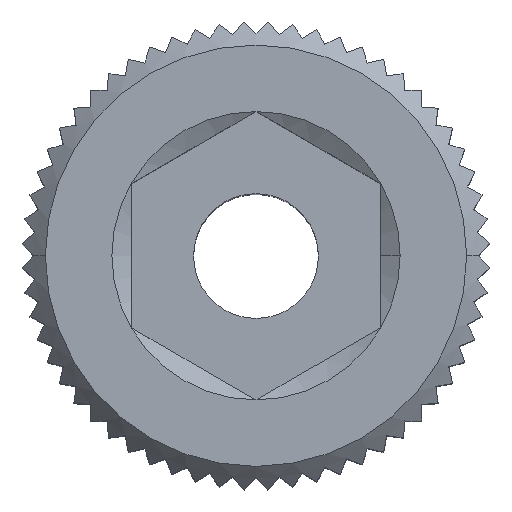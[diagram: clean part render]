
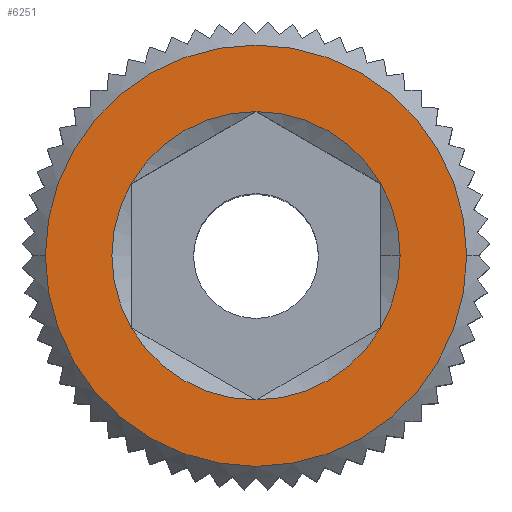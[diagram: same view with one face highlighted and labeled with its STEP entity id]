
A CAD part, top view. The second image highlights one B-rep face of the part: STEP entity #6251.
In plain terms, the highlighted planar face has unit normal (0, 0, 1).
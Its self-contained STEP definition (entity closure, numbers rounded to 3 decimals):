
#6162=CARTESIAN_POINT('Axis2P3D Location',(0.,5.953,8.731)) ;
#6167=CARTESIAN_POINT('Axis2P3D Location',(0.,0.,8.731)) ;
#6171=CARTESIAN_POINT('Vertex',(-5.358,0.,8.731)) ;
#6173=CARTESIAN_POINT('Vertex',(5.358,0.,8.731)) ;
#6176=CARTESIAN_POINT('Axis2P3D Location',(0.,0.,8.731)) ;
#6185=CARTESIAN_POINT('Axis2P3D Location',(0.,0.,8.731)) ;
#6189=CARTESIAN_POINT('Vertex',(3.175,1.833,8.731)) ;
#6191=CARTESIAN_POINT('Vertex',(0.,3.666,8.731)) ;
#6194=CARTESIAN_POINT('Axis2P3D Location',(0.,0.,8.731)) ;
#6198=CARTESIAN_POINT('Vertex',(3.666,0.,8.731)) ;
#6201=CARTESIAN_POINT('Axis2P3D Location',(0.,0.,8.731)) ;
#6205=CARTESIAN_POINT('Vertex',(3.175,-1.833,8.731)) ;
#6208=CARTESIAN_POINT('Axis2P3D Location',(0.,0.,8.731)) ;
#6212=CARTESIAN_POINT('Vertex',(0.,-3.666,8.731)) ;
#6215=CARTESIAN_POINT('Axis2P3D Location',(0.,0.,8.731)) ;
#6219=CARTESIAN_POINT('Vertex',(-3.175,-1.833,8.731)) ;
#6222=CARTESIAN_POINT('Axis2P3D Location',(0.,0.,8.731)) ;
#6226=CARTESIAN_POINT('Vertex',(-3.666,0.,8.731)) ;
#6229=CARTESIAN_POINT('Axis2P3D Location',(0.,0.,8.731)) ;
#6233=CARTESIAN_POINT('Vertex',(-3.175,1.833,8.731)) ;
#6236=CARTESIAN_POINT('Axis2P3D Location',(0.,0.,8.731)) ;
#6163=DIRECTION('Axis2P3D Direction',(0.,0.,1.)) ;
#6164=DIRECTION('Axis2P3D XDirection',(1.,0.,-0.)) ;
#6168=DIRECTION('Axis2P3D Direction',(0.,0.,1.)) ;
#6177=DIRECTION('Axis2P3D Direction',(0.,0.,1.)) ;
#6186=DIRECTION('Axis2P3D Direction',(0.,0.,1.)) ;
#6195=DIRECTION('Axis2P3D Direction',(0.,0.,1.)) ;
#6202=DIRECTION('Axis2P3D Direction',(0.,0.,1.)) ;
#6209=DIRECTION('Axis2P3D Direction',(0.,0.,1.)) ;
#6216=DIRECTION('Axis2P3D Direction',(0.,0.,1.)) ;
#6223=DIRECTION('Axis2P3D Direction',(0.,0.,1.)) ;
#6230=DIRECTION('Axis2P3D Direction',(0.,0.,1.)) ;
#6237=DIRECTION('Axis2P3D Direction',(0.,0.,1.)) ;
#6165=AXIS2_PLACEMENT_3D('Plane Axis2P3D',#6162,#6163,#6164) ;
#6169=AXIS2_PLACEMENT_3D('Circle Axis2P3D',#6167,#6168,$) ;
#6178=AXIS2_PLACEMENT_3D('Circle Axis2P3D',#6176,#6177,$) ;
#6187=AXIS2_PLACEMENT_3D('Circle Axis2P3D',#6185,#6186,$) ;
#6196=AXIS2_PLACEMENT_3D('Circle Axis2P3D',#6194,#6195,$) ;
#6203=AXIS2_PLACEMENT_3D('Circle Axis2P3D',#6201,#6202,$) ;
#6210=AXIS2_PLACEMENT_3D('Circle Axis2P3D',#6208,#6209,$) ;
#6217=AXIS2_PLACEMENT_3D('Circle Axis2P3D',#6215,#6216,$) ;
#6224=AXIS2_PLACEMENT_3D('Circle Axis2P3D',#6222,#6223,$) ;
#6231=AXIS2_PLACEMENT_3D('Circle Axis2P3D',#6229,#6230,$) ;
#6238=AXIS2_PLACEMENT_3D('Circle Axis2P3D',#6236,#6237,$) ;
#6182=ORIENTED_EDGE('',*,*,#6175,.T.) ;
#6183=ORIENTED_EDGE('',*,*,#6180,.T.) ;
#6242=ORIENTED_EDGE('',*,*,#6193,.F.) ;
#6243=ORIENTED_EDGE('',*,*,#6200,.F.) ;
#6244=ORIENTED_EDGE('',*,*,#6207,.F.) ;
#6245=ORIENTED_EDGE('',*,*,#6214,.F.) ;
#6246=ORIENTED_EDGE('',*,*,#6221,.F.) ;
#6247=ORIENTED_EDGE('',*,*,#6228,.F.) ;
#6248=ORIENTED_EDGE('',*,*,#6235,.F.) ;
#6249=ORIENTED_EDGE('',*,*,#6240,.F.) ;
#6250=FACE_BOUND('',#6241,.T.) ;
#6251=ADVANCED_FACE('CirPattern1',(#6184,#6250),#6166,.T.) ;
#6170=CIRCLE('generated circle',#6169,5.358) ;
#6179=CIRCLE('generated circle',#6178,5.358) ;
#6188=CIRCLE('generated circle',#6187,3.666) ;
#6197=CIRCLE('generated circle',#6196,3.666) ;
#6204=CIRCLE('generated circle',#6203,3.666) ;
#6211=CIRCLE('generated circle',#6210,3.666) ;
#6218=CIRCLE('generated circle',#6217,3.666) ;
#6225=CIRCLE('generated circle',#6224,3.666) ;
#6232=CIRCLE('generated circle',#6231,3.666) ;
#6239=CIRCLE('generated circle',#6238,3.666) ;
#6175=EDGE_CURVE('',#6172,#6174,#6170,.T.) ;
#6180=EDGE_CURVE('',#6174,#6172,#6179,.T.) ;
#6193=EDGE_CURVE('',#6190,#6192,#6188,.T.) ;
#6200=EDGE_CURVE('',#6199,#6190,#6197,.T.) ;
#6207=EDGE_CURVE('',#6206,#6199,#6204,.T.) ;
#6214=EDGE_CURVE('',#6213,#6206,#6211,.T.) ;
#6221=EDGE_CURVE('',#6220,#6213,#6218,.T.) ;
#6228=EDGE_CURVE('',#6227,#6220,#6225,.T.) ;
#6235=EDGE_CURVE('',#6234,#6227,#6232,.T.) ;
#6240=EDGE_CURVE('',#6192,#6234,#6239,.T.) ;
#6181=EDGE_LOOP('',(#6182,#6183)) ;
#6241=EDGE_LOOP('',(#6242,#6243,#6244,#6245,#6246,#6247,#6248,#6249)) ;
#6184=FACE_OUTER_BOUND('',#6181,.T.) ;
#6166=PLANE('',#6165) ;
#6172=VERTEX_POINT('',#6171) ;
#6174=VERTEX_POINT('',#6173) ;
#6190=VERTEX_POINT('',#6189) ;
#6192=VERTEX_POINT('',#6191) ;
#6199=VERTEX_POINT('',#6198) ;
#6206=VERTEX_POINT('',#6205) ;
#6213=VERTEX_POINT('',#6212) ;
#6220=VERTEX_POINT('',#6219) ;
#6227=VERTEX_POINT('',#6226) ;
#6234=VERTEX_POINT('',#6233) ;
